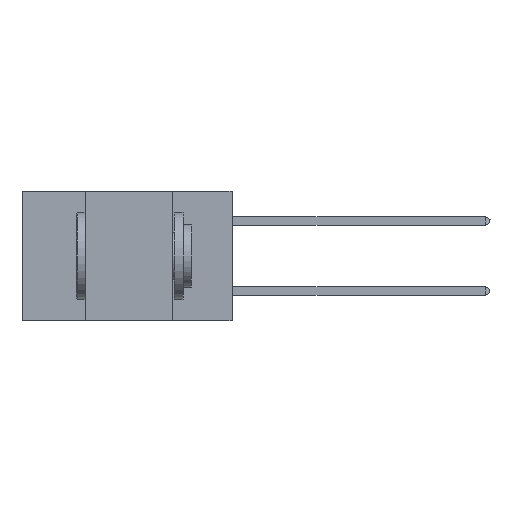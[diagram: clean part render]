
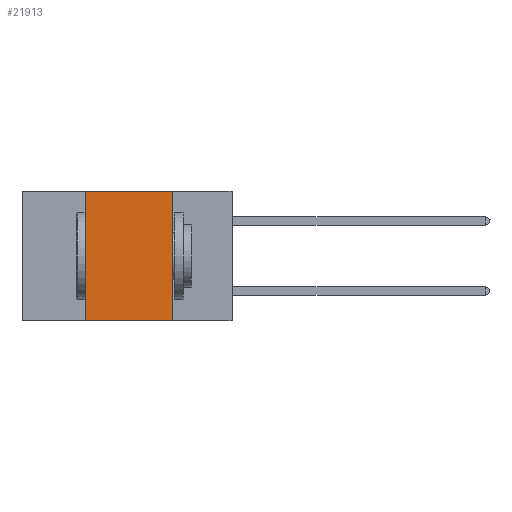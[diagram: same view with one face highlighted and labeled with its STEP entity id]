
A CAD part, left-side view. The second image highlights one B-rep face of the part: STEP entity #21913.
In plain terms, the highlighted planar face has unit normal (-1, 0, 0).
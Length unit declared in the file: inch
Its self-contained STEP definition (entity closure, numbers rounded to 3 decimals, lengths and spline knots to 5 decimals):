
#329 = ORIENTED_EDGE ( 'NONE', *, *, #17057, .F. ) ;
#360 = ORIENTED_EDGE ( 'NONE', *, *, #18650, .T. ) ;
#385 = ORIENTED_EDGE ( 'NONE', *, *, #13075, .F. ) ;
#442 = DIRECTION ( 'NONE',  ( 0., -1., 0. ) ) ;
#736 = VECTOR ( 'NONE', #24763, 39.37008 ) ;
#2552 = DIRECTION ( 'NONE',  ( 1., 0., 0. ) ) ;
#2583 = CARTESIAN_POINT ( 'NONE',  ( 0., 0.42, 0. ) ) ;
#3812 = LINE ( 'NONE', #26659, #736 ) ;
#4009 = EDGE_CURVE ( 'NONE', #13008, #15747, #19565, .T. ) ;
#4233 = CARTESIAN_POINT ( 'NONE',  ( 0., 0.6, -0.37 ) ) ;
#4565 = PLANE ( 'NONE',  #9950 ) ;
#4665 = CARTESIAN_POINT ( 'NONE',  ( 0., 0.17, 0. ) ) ;
#6742 = DIRECTION ( 'NONE',  ( 0., 0., -1. ) ) ;
#7391 = FACE_OUTER_BOUND ( 'NONE', #22982, .T. ) ;
#9490 = CARTESIAN_POINT ( 'NONE',  ( 0., 0.17, -0.37 ) ) ;
#9950 = AXIS2_PLACEMENT_3D ( 'NONE', #15541, #2552, #6742 ) ;
#10041 = VECTOR ( 'NONE', #15941, 39.37008 ) ;
#11561 = CARTESIAN_POINT ( 'NONE',  ( 0., 0.42, 0. ) ) ;
#13008 = VERTEX_POINT ( 'NONE', #13473 ) ;
#13033 = VERTEX_POINT ( 'NONE', #9490 ) ;
#13075 = EDGE_CURVE ( 'NONE', #28069, #13033, #3812, .T. ) ;
#13473 = CARTESIAN_POINT ( 'NONE',  ( 0., 0.42, -0.37 ) ) ;
#15541 = CARTESIAN_POINT ( 'NONE',  ( 0., 0.6, 0. ) ) ;
#15747 = VERTEX_POINT ( 'NONE', #2583 ) ;
#15941 = DIRECTION ( 'NONE',  ( 0., 0., 1. ) ) ;
#17057 = EDGE_CURVE ( 'NONE', #15747, #28069, #19896, .T. ) ;
#17796 = VECTOR ( 'NONE', #24247, 39.37008 ) ;
#18650 = EDGE_CURVE ( 'NONE', #13008, #13033, #23586, .T. ) ;
#19565 = LINE ( 'NONE', #11561, #10041 ) ;
#19568 = VECTOR ( 'NONE', #442, 39.37008 ) ;
#19896 = LINE ( 'NONE', #22189, #19568 ) ;
#21913 = ADVANCED_FACE ( 'NONE', ( #7391 ), #4565, .F. ) ;
#22124 = ORIENTED_EDGE ( 'NONE', *, *, #4009, .F. ) ;
#22189 = CARTESIAN_POINT ( 'NONE',  ( 0., 0.6, 0. ) ) ;
#22982 = EDGE_LOOP ( 'NONE', ( #385, #329, #22124, #360 ) ) ;
#23586 = LINE ( 'NONE', #4233, #17796 ) ;
#24247 = DIRECTION ( 'NONE',  ( 0., -1., 0. ) ) ;
#24763 = DIRECTION ( 'NONE',  ( 0., 0., -1. ) ) ;
#26659 = CARTESIAN_POINT ( 'NONE',  ( 0., 0.17, 0. ) ) ;
#28069 = VERTEX_POINT ( 'NONE', #4665 ) ;
